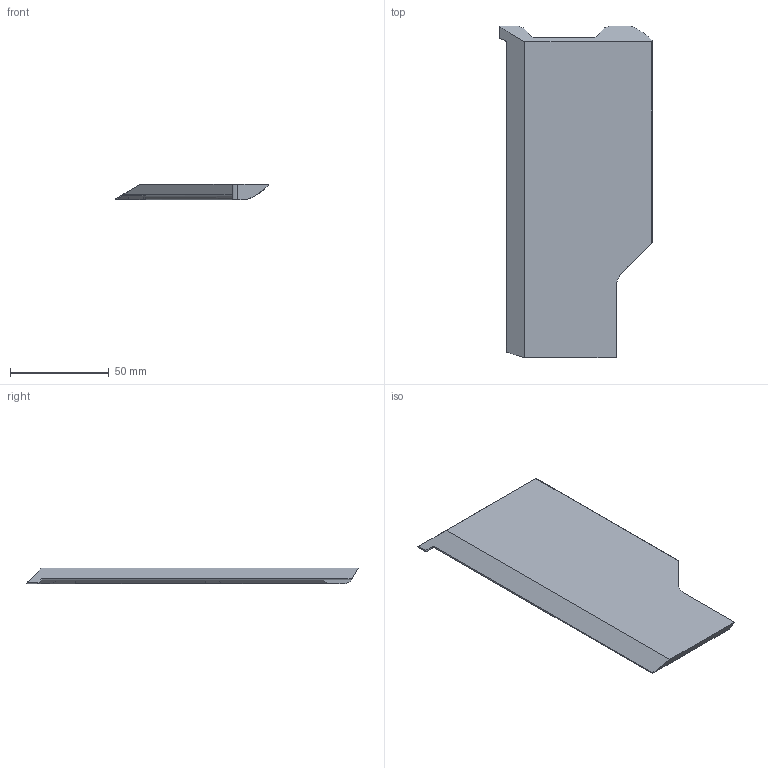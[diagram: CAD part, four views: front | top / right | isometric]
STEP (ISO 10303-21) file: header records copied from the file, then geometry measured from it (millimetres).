
FILE_DESCRIPTION (( 'STEP AP214' ), '1' );
FILE_NAME ('A01.003-RK3-S__[ID004]__Connector1.STEP', '2024-10-29T12:40:45', ( '' ), ( '' ), 'SwSTEP 2.0', 'SolidWorks 2021', '' );
FILE_SCHEMA (( 'AUTOMOTIVE_DESIGN' ));
Length unit declared in the file: millimetre
Products named in the file (1): A01.003-RK3-S__[ID004]__Connector1
Bounding box: 77.29 x 168 x 8 mm (x, y, z)
Volume: 66738.4 mm3; surface area: 24312.9 mm2
Topology: 1 solids, 1 shells, 30 faces, 82 edges, 54 vertices
Faces by surface type: plane 23, cylinder 7
Entity records: 973 total; most frequent: CARTESIAN_POINT 204, ORIENTED_EDGE 164, DIRECTION 137, EDGE_CURVE 82, VECTOR 67, LINE 67, VERTEX_POINT 54, AXIS2_PLACEMENT_3D 35
